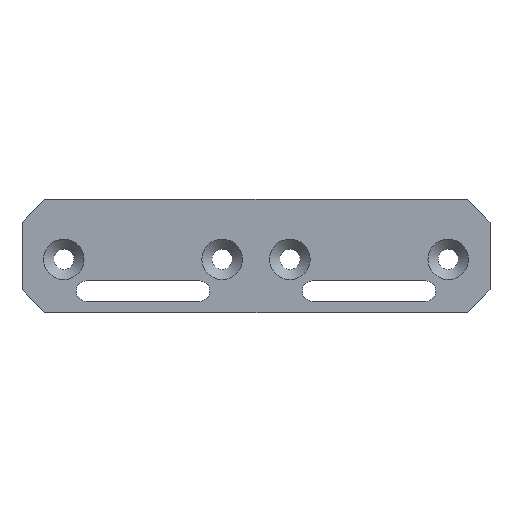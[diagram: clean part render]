
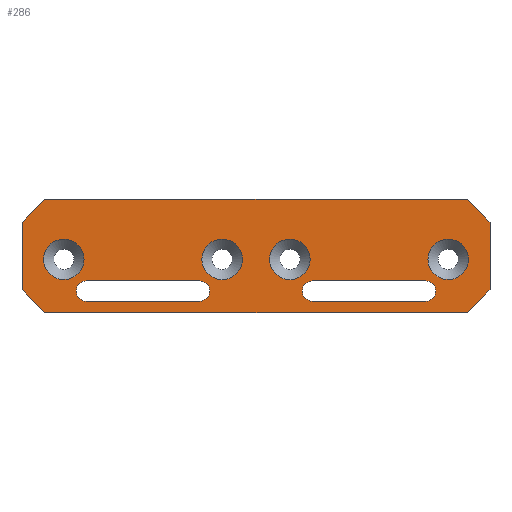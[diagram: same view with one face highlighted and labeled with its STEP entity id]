
A CAD part, front view. The second image highlights one B-rep face of the part: STEP entity #286.
In plain terms, the highlighted planar face has unit normal (0, -1, 0).
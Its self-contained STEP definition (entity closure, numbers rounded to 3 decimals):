
#59=CARTESIAN_POINT('',(-103.5,-7.5,15.));
#60=VERTEX_POINT('',#59);
#67=CARTESIAN_POINT('',(-93.5,-7.5,25.));
#68=VERTEX_POINT('',#67);
#69=CARTESIAN_POINT('',(-103.5,-7.5,15.));
#70=DIRECTION('',(0.707,0.0,0.707));
#71=VECTOR('',#70,14.142);
#72=LINE('',#69,#71);
#73=EDGE_CURVE('',#60,#68,#72,.T.);
#90=CARTESIAN_POINT('',(93.5,-7.5,25.0));
#91=VERTEX_POINT('',#90);
#92=CARTESIAN_POINT('',(-93.5,-7.5,25.));
#93=DIRECTION('',(1.0,0.0,0.0));
#94=VECTOR('',#93,187.);
#95=LINE('',#92,#94);
#96=EDGE_CURVE('',#68,#91,#95,.T.);
#115=CARTESIAN_POINT('',(0.,-7.5,0.));
#116=DIRECTION('',(0.0,1.0,0.0));
#117=DIRECTION('',(0.0,0.0,1.0));
#118=AXIS2_PLACEMENT_3D('',#115,#116,#117);
#119=PLANE('',#118);
#120=ORIENTED_EDGE('',*,*,#73,.F.);
#121=CARTESIAN_POINT('',(-103.5,-7.5,-15.));
#122=VERTEX_POINT('',#121);
#123=CARTESIAN_POINT('',(-103.5,-7.5,-15.));
#124=DIRECTION('',(0.0,0.0,1.0));
#125=VECTOR('',#124,30.);
#126=LINE('',#123,#125);
#127=EDGE_CURVE('',#122,#60,#126,.T.);
#128=ORIENTED_EDGE('',*,*,#127,.F.);
#129=CARTESIAN_POINT('',(-93.5,-7.5,-25.));
#130=VERTEX_POINT('',#129);
#131=CARTESIAN_POINT('',(-93.5,-7.5,-25.));
#132=DIRECTION('',(-0.707,0.0,0.707));
#133=VECTOR('',#132,14.142);
#134=LINE('',#131,#133);
#135=EDGE_CURVE('',#130,#122,#134,.T.);
#136=ORIENTED_EDGE('',*,*,#135,.F.);
#137=CARTESIAN_POINT('',(93.5,-7.5,-25.0));
#138=VERTEX_POINT('',#137);
#139=CARTESIAN_POINT('',(93.5,-7.5,-25.0));
#140=DIRECTION('',(-1.0,0.0,0.0));
#141=VECTOR('',#140,187.);
#142=LINE('',#139,#141);
#143=EDGE_CURVE('',#138,#130,#142,.T.);
#144=ORIENTED_EDGE('',*,*,#143,.F.);
#145=CARTESIAN_POINT('',(103.5,-7.5,-15.0));
#146=VERTEX_POINT('',#145);
#147=CARTESIAN_POINT('',(103.5,-7.5,-15.0));
#148=DIRECTION('',(-0.707,0.0,-0.707));
#149=VECTOR('',#148,14.142);
#150=LINE('',#147,#149);
#151=EDGE_CURVE('',#146,#138,#150,.T.);
#152=ORIENTED_EDGE('',*,*,#151,.F.);
#153=CARTESIAN_POINT('',(103.5,-7.5,15.0));
#154=VERTEX_POINT('',#153);
#155=CARTESIAN_POINT('',(103.5,-7.5,15.0));
#156=DIRECTION('',(0.0,0.0,-1.0));
#157=VECTOR('',#156,30.0);
#158=LINE('',#155,#157);
#159=EDGE_CURVE('',#154,#146,#158,.T.);
#160=ORIENTED_EDGE('',*,*,#159,.F.);
#161=CARTESIAN_POINT('',(93.5,-7.5,25.0));
#162=DIRECTION('',(0.707,0.0,-0.707));
#163=VECTOR('',#162,14.142);
#164=LINE('',#161,#163);
#165=EDGE_CURVE('',#91,#154,#164,.T.);
#166=ORIENTED_EDGE('',*,*,#165,.F.);
#167=ORIENTED_EDGE('',*,*,#96,.F.);
#168=EDGE_LOOP('',(#120,#128,#136,#144,#152,#160,#166,#167));
#169=FACE_OUTER_BOUND('',#168,.T.);
#170=CARTESIAN_POINT('',(-25.0,-7.5,-11.));
#171=VERTEX_POINT('',#170);
#172=CARTESIAN_POINT('',(-25.0,-7.5,-20.));
#173=VERTEX_POINT('',#172);
#174=CARTESIAN_POINT('',(-25.,-7.5,-15.5));
#175=DIRECTION('',(0.0,1.0,0.0));
#176=DIRECTION('',(0.0,0.0,1.0));
#177=AXIS2_PLACEMENT_3D('',#174,#175,#176);
#178=CIRCLE('',#177,4.5);
#179=EDGE_CURVE('',#171,#173,#178,.T.);
#180=ORIENTED_EDGE('',*,*,#179,.T.);
#181=CARTESIAN_POINT('',(-75.0,-7.5,-20.));
#182=VERTEX_POINT('',#181);
#183=CARTESIAN_POINT('',(-25.0,-7.5,-20.));
#184=DIRECTION('',(-1.0,0.0,0.0));
#185=VECTOR('',#184,50.0);
#186=LINE('',#183,#185);
#187=EDGE_CURVE('',#173,#182,#186,.T.);
#188=ORIENTED_EDGE('',*,*,#187,.T.);
#189=CARTESIAN_POINT('',(-75.0,-7.5,-11.));
#190=VERTEX_POINT('',#189);
#191=CARTESIAN_POINT('',(-75.0,-7.5,-15.5));
#192=DIRECTION('',(0.0,1.0,0.0));
#193=DIRECTION('',(0.0,0.0,-1.0));
#194=AXIS2_PLACEMENT_3D('',#191,#192,#193);
#195=CIRCLE('',#194,4.5);
#196=EDGE_CURVE('',#182,#190,#195,.T.);
#197=ORIENTED_EDGE('',*,*,#196,.T.);
#198=CARTESIAN_POINT('',(-75.0,-7.5,-11.));
#199=DIRECTION('',(1.0,0.0,0.0));
#200=VECTOR('',#199,50.0);
#201=LINE('',#198,#200);
#202=EDGE_CURVE('',#190,#171,#201,.T.);
#203=ORIENTED_EDGE('',*,*,#202,.T.);
#204=EDGE_LOOP('',(#180,#188,#197,#203));
#205=FACE_BOUND('',#204,.T.);
#206=CARTESIAN_POINT('',(75.0,-7.5,-11.));
#207=VERTEX_POINT('',#206);
#208=CARTESIAN_POINT('',(75.0,-7.5,-20.));
#209=VERTEX_POINT('',#208);
#210=CARTESIAN_POINT('',(75.0,-7.5,-15.5));
#211=DIRECTION('',(0.0,1.0,0.0));
#212=DIRECTION('',(0.0,0.0,-1.0));
#213=AXIS2_PLACEMENT_3D('',#210,#211,#212);
#214=CIRCLE('',#213,4.5);
#215=EDGE_CURVE('',#207,#209,#214,.T.);
#216=ORIENTED_EDGE('',*,*,#215,.T.);
#217=CARTESIAN_POINT('',(25.0,-7.5,-20.));
#218=VERTEX_POINT('',#217);
#219=CARTESIAN_POINT('',(75.0,-7.5,-20.));
#220=DIRECTION('',(-1.0,0.0,0.0));
#221=VECTOR('',#220,50.0);
#222=LINE('',#219,#221);
#223=EDGE_CURVE('',#209,#218,#222,.T.);
#224=ORIENTED_EDGE('',*,*,#223,.T.);
#225=CARTESIAN_POINT('',(25.0,-7.5,-11.));
#226=VERTEX_POINT('',#225);
#227=CARTESIAN_POINT('',(25.,-7.5,-15.5));
#228=DIRECTION('',(0.0,1.0,0.0));
#229=DIRECTION('',(0.0,0.0,1.0));
#230=AXIS2_PLACEMENT_3D('',#227,#228,#229);
#231=CIRCLE('',#230,4.5);
#232=EDGE_CURVE('',#218,#226,#231,.T.);
#233=ORIENTED_EDGE('',*,*,#232,.T.);
#234=CARTESIAN_POINT('',(25.0,-7.5,-11.));
#235=DIRECTION('',(1.0,0.0,0.0));
#236=VECTOR('',#235,50.0);
#237=LINE('',#234,#236);
#238=EDGE_CURVE('',#226,#207,#237,.T.);
#239=ORIENTED_EDGE('',*,*,#238,.T.);
#240=EDGE_LOOP('',(#216,#224,#233,#239));
#241=FACE_BOUND('',#240,.T.);
#242=CARTESIAN_POINT('',(23.95,-7.5,-1.5));
#243=VERTEX_POINT('',#242);
#244=CARTESIAN_POINT('',(15.0,-7.5,-1.5));
#245=DIRECTION('',(0.0,1.0,0.0));
#246=DIRECTION('',(1.0,0.0,0.0));
#247=AXIS2_PLACEMENT_3D('',#244,#245,#246);
#248=CIRCLE('',#247,8.95);
#249=EDGE_CURVE('',#243,#243,#248,.T.);
#250=ORIENTED_EDGE('',*,*,#249,.T.);
#251=EDGE_LOOP('',(#250));
#252=FACE_BOUND('',#251,.T.);
#253=CARTESIAN_POINT('',(-76.05,-7.5,-1.5));
#254=VERTEX_POINT('',#253);
#255=CARTESIAN_POINT('',(-85.,-7.5,-1.5));
#256=DIRECTION('',(0.0,1.0,0.0));
#257=DIRECTION('',(1.0,0.0,0.0));
#258=AXIS2_PLACEMENT_3D('',#255,#256,#257);
#259=CIRCLE('',#258,8.95);
#260=EDGE_CURVE('',#254,#254,#259,.T.);
#261=ORIENTED_EDGE('',*,*,#260,.T.);
#262=EDGE_LOOP('',(#261));
#263=FACE_BOUND('',#262,.T.);
#264=CARTESIAN_POINT('',(-6.05,-7.5,-1.5));
#265=VERTEX_POINT('',#264);
#266=CARTESIAN_POINT('',(-15.,-7.5,-1.5));
#267=DIRECTION('',(0.0,1.0,0.0));
#268=DIRECTION('',(1.0,0.0,0.0));
#269=AXIS2_PLACEMENT_3D('',#266,#267,#268);
#270=CIRCLE('',#269,8.95);
#271=EDGE_CURVE('',#265,#265,#270,.T.);
#272=ORIENTED_EDGE('',*,*,#271,.T.);
#273=EDGE_LOOP('',(#272));
#274=FACE_BOUND('',#273,.T.);
#275=CARTESIAN_POINT('',(93.95,-7.5,-1.5));
#276=VERTEX_POINT('',#275);
#277=CARTESIAN_POINT('',(85.0,-7.5,-1.5));
#278=DIRECTION('',(0.0,1.0,0.0));
#279=DIRECTION('',(1.0,0.0,0.0));
#280=AXIS2_PLACEMENT_3D('',#277,#278,#279);
#281=CIRCLE('',#280,8.95);
#282=EDGE_CURVE('',#276,#276,#281,.T.);
#283=ORIENTED_EDGE('',*,*,#282,.T.);
#284=EDGE_LOOP('',(#283));
#285=FACE_BOUND('',#284,.T.);
#286=ADVANCED_FACE('',(#169,#205,#241,#252,#263,#274,#285),#119,.F.);
